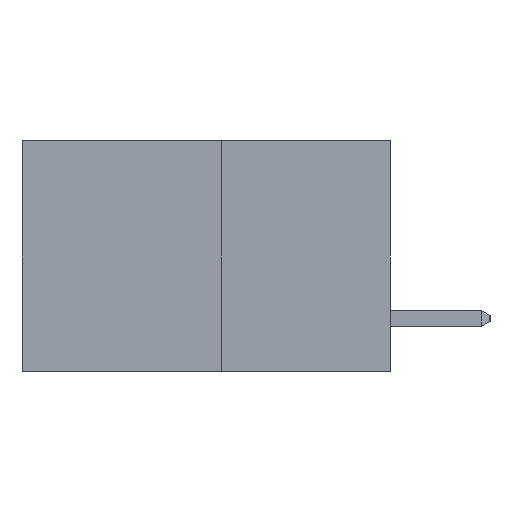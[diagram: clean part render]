
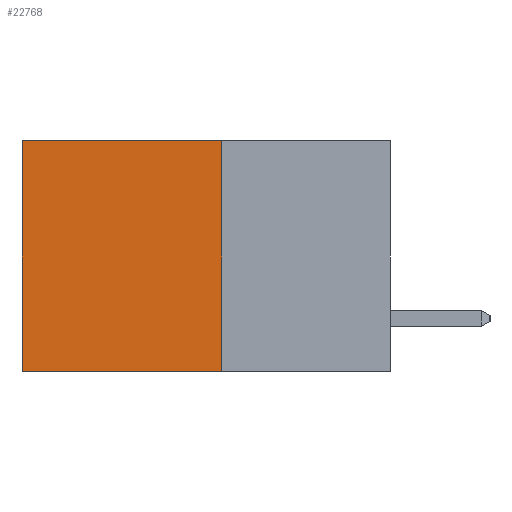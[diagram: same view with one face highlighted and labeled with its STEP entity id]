
A CAD part, left-side view. The second image highlights one B-rep face of the part: STEP entity #22768.
In plain terms, the highlighted planar face has unit normal (-1, 0, 0).
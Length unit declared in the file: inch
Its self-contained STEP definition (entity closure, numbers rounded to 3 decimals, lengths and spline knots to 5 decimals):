
#899 = VERTEX_POINT ( 'NONE', #14271 ) ;
#942 = CARTESIAN_POINT ( 'NONE',  ( 0.277, 0.27, -0.37 ) ) ;
#1015 = ORIENTED_EDGE ( 'NONE', *, *, #18205, .F. ) ;
#1355 = DIRECTION ( 'NONE',  ( 0., 0., -1. ) ) ;
#1572 = EDGE_CURVE ( 'NONE', #4314, #899, #24654, .T. ) ;
#4125 = LINE ( 'NONE', #17211, #15697 ) ;
#4314 = VERTEX_POINT ( 'NONE', #20503 ) ;
#6448 = VECTOR ( 'NONE', #20195, 39.37008 ) ;
#6941 = VERTEX_POINT ( 'NONE', #24830 ) ;
#7993 = PLANE ( 'NONE',  #27164 ) ;
#8047 = VECTOR ( 'NONE', #1355, 39.37008 ) ;
#9358 = VECTOR ( 'NONE', #16957, 39.37008 ) ;
#10185 = DIRECTION ( 'NONE',  ( 1., 0., 0. ) ) ;
#12261 = LINE ( 'NONE', #22373, #6448 ) ;
#14271 = CARTESIAN_POINT ( 'NONE',  ( 0.277, 0.27, -0.37 ) ) ;
#14334 = EDGE_CURVE ( 'NONE', #4314, #24411, #4125, .T. ) ;
#15594 = EDGE_CURVE ( 'NONE', #24411, #6941, #20929, .T. ) ;
#15697 = VECTOR ( 'NONE', #23730, 39.37008 ) ;
#16957 = DIRECTION ( 'NONE',  ( 0., 0., -1. ) ) ;
#17211 = CARTESIAN_POINT ( 'NONE',  ( 0.277, 0.27, 0. ) ) ;
#17244 = FACE_OUTER_BOUND ( 'NONE', #18227, .T. ) ;
#18205 = EDGE_CURVE ( 'NONE', #899, #6941, #12261, .T. ) ;
#18227 = EDGE_LOOP ( 'NONE', ( #24301, #1015, #26407, #23476 ) ) ;
#20195 = DIRECTION ( 'NONE',  ( 0., 1., 0. ) ) ;
#20503 = CARTESIAN_POINT ( 'NONE',  ( 0.277, 0.27, 0. ) ) ;
#20929 = LINE ( 'NONE', #21197, #9358 ) ;
#21025 = CARTESIAN_POINT ( 'NONE',  ( 0.277, 0.27, -0.37 ) ) ;
#21197 = CARTESIAN_POINT ( 'NONE',  ( 0.277, 0.59, -0.37 ) ) ;
#22373 = CARTESIAN_POINT ( 'NONE',  ( 0.277, 0.27, -0.37 ) ) ;
#22768 = ADVANCED_FACE ( 'NONE', ( #17244 ), #7993, .F. ) ;
#22935 = CARTESIAN_POINT ( 'NONE',  ( 0.277, 0.59, 0. ) ) ;
#23476 = ORIENTED_EDGE ( 'NONE', *, *, #14334, .T. ) ;
#23730 = DIRECTION ( 'NONE',  ( 0., 1., 0. ) ) ;
#24301 = ORIENTED_EDGE ( 'NONE', *, *, #15594, .T. ) ;
#24411 = VERTEX_POINT ( 'NONE', #22935 ) ;
#24654 = LINE ( 'NONE', #942, #8047 ) ;
#24830 = CARTESIAN_POINT ( 'NONE',  ( 0.277, 0.59, -0.37 ) ) ;
#25306 = DIRECTION ( 'NONE',  ( 0., 0., -1. ) ) ;
#26407 = ORIENTED_EDGE ( 'NONE', *, *, #1572, .F. ) ;
#27164 = AXIS2_PLACEMENT_3D ( 'NONE', #21025, #10185, #25306 ) ;
